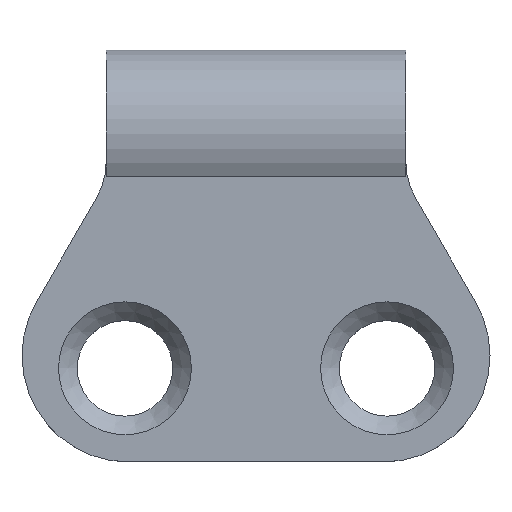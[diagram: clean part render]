
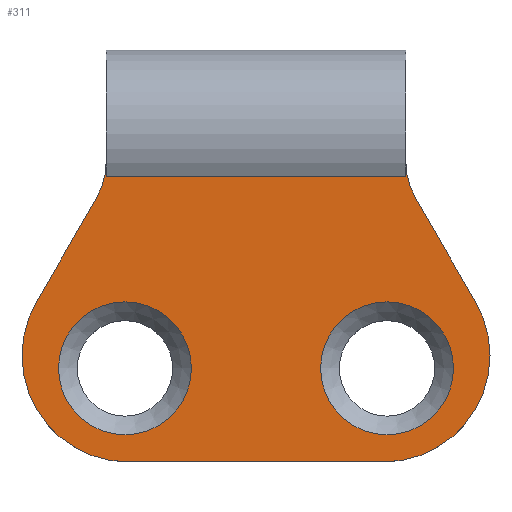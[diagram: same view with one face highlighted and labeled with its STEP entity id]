
A CAD part, top view. The second image highlights one B-rep face of the part: STEP entity #311.
In plain terms, the highlighted planar face has unit normal (0, 0, 1).
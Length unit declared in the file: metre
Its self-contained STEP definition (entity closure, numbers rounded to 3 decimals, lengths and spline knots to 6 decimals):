
#20=LINE('',#508,#44);
#24=LINE('',#518,#48);
#25=LINE('',#522,#49);
#26=LINE('',#525,#50);
#27=LINE('',#528,#51);
#28=LINE('',#532,#52);
#44=VECTOR('',#409,1.);
#48=VECTOR('',#419,1.);
#49=VECTOR('',#424,1.);
#50=VECTOR('',#425,1.);
#51=VECTOR('',#428,1.);
#52=VECTOR('',#431,1.);
#63=PLANE('',#352);
#108=ORIENTED_EDGE('',*,*,#183,.F.);
#109=ORIENTED_EDGE('',*,*,#184,.T.);
#110=ORIENTED_EDGE('',*,*,#185,.T.);
#111=ORIENTED_EDGE('',*,*,#186,.F.);
#112=ORIENTED_EDGE('',*,*,#182,.T.);
#113=ORIENTED_EDGE('',*,*,#179,.T.);
#114=ORIENTED_EDGE('',*,*,#177,.T.);
#115=ORIENTED_EDGE('',*,*,#175,.F.);
#116=ORIENTED_EDGE('',*,*,#187,.F.);
#117=ORIENTED_EDGE('',*,*,#188,.T.);
#118=ORIENTED_EDGE('',*,*,#189,.F.);
#119=ORIENTED_EDGE('',*,*,#160,.F.);
#160=EDGE_CURVE('',#202,#202,#232,.T.);
#175=EDGE_CURVE('',#216,#217,#240,.T.);
#177=EDGE_CURVE('',#218,#217,#20,.T.);
#179=EDGE_CURVE('',#219,#218,#241,.T.);
#182=EDGE_CURVE('',#220,#219,#24,.T.);
#183=EDGE_CURVE('',#221,#221,#242,.T.);
#184=EDGE_CURVE('',#222,#223,#25,.T.);
#185=EDGE_CURVE('',#223,#224,#26,.T.);
#186=EDGE_CURVE('',#220,#224,#243,.T.);
#187=EDGE_CURVE('',#225,#216,#27,.T.);
#188=EDGE_CURVE('',#225,#226,#244,.T.);
#189=EDGE_CURVE('',#222,#226,#28,.T.);
#202=VERTEX_POINT('',#472);
#216=VERTEX_POINT('',#503);
#217=VERTEX_POINT('',#505);
#218=VERTEX_POINT('',#509);
#219=VERTEX_POINT('',#513);
#220=VERTEX_POINT('',#517);
#221=VERTEX_POINT('',#521);
#222=VERTEX_POINT('',#523);
#223=VERTEX_POINT('',#524);
#224=VERTEX_POINT('',#526);
#225=VERTEX_POINT('',#529);
#226=VERTEX_POINT('',#531);
#232=CIRCLE('',#336,0.00355);
#240=CIRCLE('',#347,0.005683);
#241=CIRCLE('',#350,0.005683);
#242=CIRCLE('',#353,0.00355);
#243=CIRCLE('',#354,0.004);
#244=CIRCLE('',#355,0.004);
#261=EDGE_LOOP('',(#108));
#262=EDGE_LOOP('',(#109,#110,#111,#112,#113,#114,#115,#116,#117,#118));
#263=EDGE_LOOP('',(#119));
#287=FACE_BOUND('',#261,.T.);
#288=FACE_BOUND('',#262,.T.);
#289=FACE_BOUND('',#263,.T.);
#311=ADVANCED_FACE('',(#287,#288,#289),#63,.T.);
#336=AXIS2_PLACEMENT_3D('',#471,#375,#376);
#347=AXIS2_PLACEMENT_3D('',#504,#404,#405);
#350=AXIS2_PLACEMENT_3D('',#512,#413,#414);
#352=AXIS2_PLACEMENT_3D('',#519,#420,#421);
#353=AXIS2_PLACEMENT_3D('',#520,#422,#423);
#354=AXIS2_PLACEMENT_3D('',#527,#426,#427);
#355=AXIS2_PLACEMENT_3D('',#530,#429,#430);
#375=DIRECTION('',(0.,0.,1.));
#376=DIRECTION('',(1.,0.,0.));
#404=DIRECTION('',(0.,0.,-1.));
#405=DIRECTION('',(-0.866,-0.5,0.));
#409=DIRECTION('',(1.,0.,0.));
#413=DIRECTION('',(0.,0.,1.));
#414=DIRECTION('',(0.866,-0.5,0.));
#419=DIRECTION('',(-0.5,-0.866,0.));
#420=DIRECTION('',(0.,0.,1.));
#421=DIRECTION('',(0.,-1.,0.));
#422=DIRECTION('',(0.,0.,1.));
#423=DIRECTION('',(-1.,0.,0.));
#424=DIRECTION('',(-1.,0.,0.));
#425=DIRECTION('',(0.,-1.,0.));
#426=DIRECTION('',(0.,0.,1.));
#427=DIRECTION('',(0.966,-0.259,0.));
#428=DIRECTION('',(0.5,-0.866,0.));
#429=DIRECTION('',(0.,0.,-1.));
#430=DIRECTION('',(-0.966,-0.259,0.));
#431=DIRECTION('',(0.,-1.,0.));
#471=CARTESIAN_POINT('',(0.007,-0.00375,0.002));
#472=CARTESIAN_POINT('',(0.01055,-0.00375,0.002));
#503=CARTESIAN_POINT('',(0.011739,-0.000225,0.002));
#504=CARTESIAN_POINT('',(0.006817,-0.003067,0.002));
#505=CARTESIAN_POINT('',(0.006817,-0.00875,0.002));
#508=CARTESIAN_POINT('',(0.,-0.00875,0.002));
#509=CARTESIAN_POINT('',(-0.006817,-0.00875,0.002));
#512=CARTESIAN_POINT('',(-0.006817,-0.003067,0.002));
#513=CARTESIAN_POINT('',(-0.011739,-0.000225,0.002));
#517=CARTESIAN_POINT('',(-0.008536,0.005322,0.002));
#518=CARTESIAN_POINT('',(-0.011739,-0.000225,0.002));
#519=CARTESIAN_POINT('',(-0.004807,0.000064,0.002));
#520=CARTESIAN_POINT('',(-0.007,-0.00375,0.002));
#521=CARTESIAN_POINT('',(-0.01055,-0.00375,0.002));
#522=CARTESIAN_POINT('',(-0.008,0.00875,0.002));
#523=CARTESIAN_POINT('',(0.008,0.00875,0.002));
#524=CARTESIAN_POINT('',(-0.008,0.00875,0.002));
#525=CARTESIAN_POINT('',(-0.008,0.00625,0.002));
#526=CARTESIAN_POINT('',(-0.008,0.007322,0.002));
#527=CARTESIAN_POINT('',(-0.012,0.007322,0.002));
#528=CARTESIAN_POINT('',(0.011739,-0.000225,0.002));
#529=CARTESIAN_POINT('',(0.008536,0.005322,0.002));
#530=CARTESIAN_POINT('',(0.012,0.007322,0.002));
#531=CARTESIAN_POINT('',(0.008,0.007322,0.002));
#532=CARTESIAN_POINT('',(0.008,0.00625,0.002));
